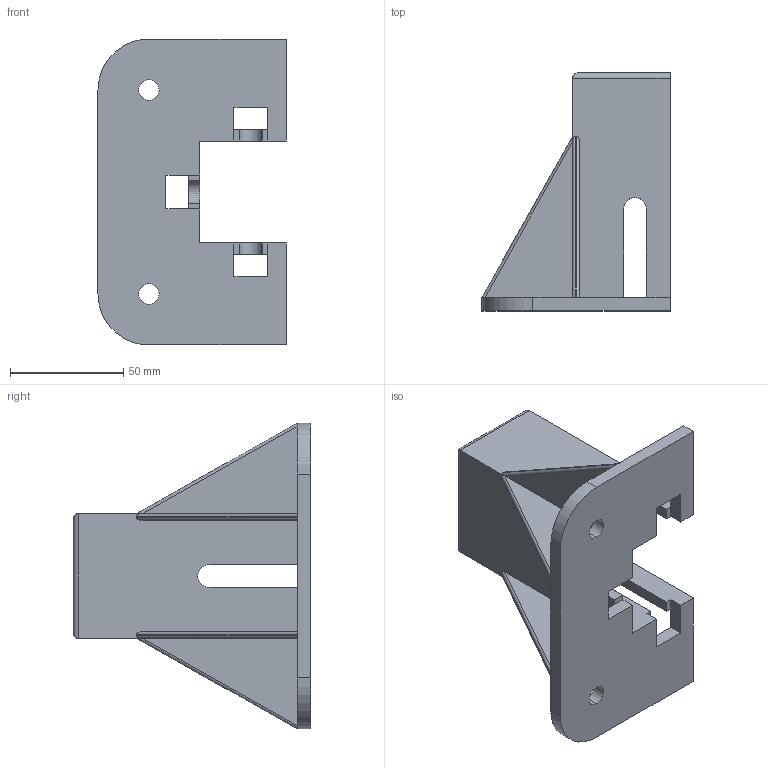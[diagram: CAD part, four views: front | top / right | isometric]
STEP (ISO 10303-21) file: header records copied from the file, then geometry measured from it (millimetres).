
FILE_DESCRIPTION (( 'STEP AP203' ), '1' );
FILE_NAME ('084.409.003.STEP', '2013-01-23T09:24:07', ( 'Alusic' ), ( 'Alusic' ), 'SwSTEP 2.0', 'SolidWorks 2011', '' );
FILE_SCHEMA (( 'CONFIG_CONTROL_DESIGN' ));
Length unit declared in the file: millimetre
Products named in the file (1): 084.409.003
Bounding box: 83 x 105 x 135 mm (x, y, z)
Volume: 125912.8 mm3; surface area: 57364.7 mm2
Topology: 1 solids, 1 shells, 71 faces, 203 edges, 128 vertices
Faces by surface type: plane 51, cylinder 20
Entity records: 2358 total; most frequent: CARTESIAN_POINT 457, ORIENTED_EDGE 406, DIRECTION 349, EDGE_CURVE 203, VECTOR 165, LINE 165, VERTEX_POINT 128, AXIS2_PLACEMENT_3D 92
